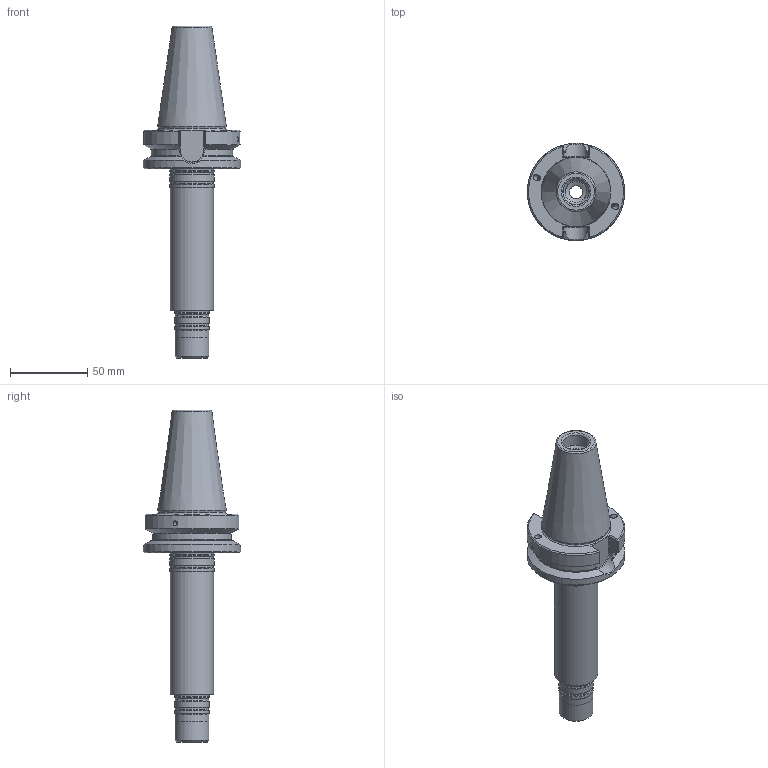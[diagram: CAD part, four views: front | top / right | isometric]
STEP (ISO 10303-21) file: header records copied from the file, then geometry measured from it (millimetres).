
FILE_DESCRIPTION(/* description */ (''),/* implementation_level */ '2;1');
FILE_NAME(/* name */ '414011683.stp',/* time_stamp */ '2021-01-08T12:37:33',/* author */ ('LRA'),/* organization */ ('REGO-FIX'),/* preprocessor_version */ ' Unknown',/* originating_system */ 'SIEMENS PLM Software Solid Edge ST10',/* authorization */ 'Unknown');
FILE_SCHEMA (('AUTOMOTIVE_DESIGN { 1 0 10303 214 2 1 1}'));
Length unit declared in the file: millimetre
Products named in the file (1): NOCUT
Bounding box: 63 x 63 x 214.9 mm (x, y, z)
Volume: 173626.2 mm3; surface area: 37826.1 mm2
Topology: 1 solids, 1 shells, 126 faces, 318 edges, 197 vertices
Faces by surface type: plane 39, cylinder 35, cone 32, torus 18, bspline 2
Full cylindrical faces by diameter (mm): 3.242 x4, 3.9 x2, 8.376 x1, 10.5 x1, 13.834 x1, 13.835 x1, 17 x1, 22 x2, 22.5 x4, 28 x1, 28.5 x4, 63 x1
Entity records: 4391 total; most frequent: CARTESIAN_POINT 874, DIRECTION 542, ORIENTED_EDGE 462, AXIS2_PLACEMENT_3D 239, EDGE_CURVE 231, FACE_BOUND 204, EDGE_LOOP 202, VERTEX_POINT 175
